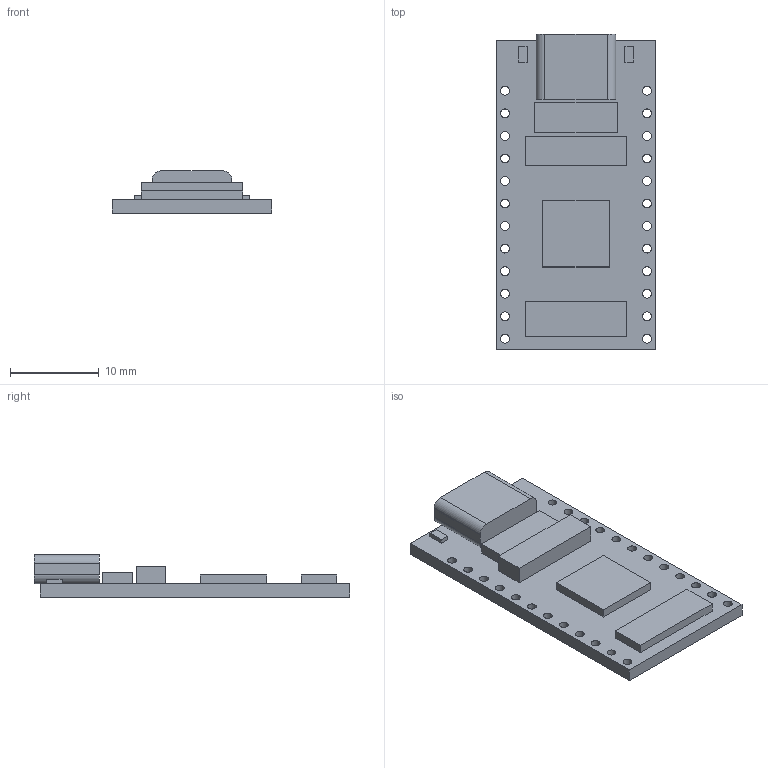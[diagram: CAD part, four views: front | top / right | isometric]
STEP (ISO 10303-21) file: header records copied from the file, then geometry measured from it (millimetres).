
FILE_DESCRIPTION(('Open CASCADE Model'),'2;1');
FILE_NAME('Open CASCADE Shape Model','2022-02-01T15:39:11',('Author'),( 'Open CASCADE'),'Open CASCADE STEP processor 7.5','Open CASCADE 7.5' ,'Unknown');
FILE_SCHEMA(('AUTOMOTIVE_DESIGN { 1 0 10303 214 1 1 1 1 }'));
Length unit declared in the file: millimetre
Products named in the file (9): CQ assembly; Arduino_Pro_Micro-USB-c by qwelyt; Arduino_Pro_Micro-USB-c by qwelyt_part; board; board_part; port; port_part; components; components_part
Assembly tree (8 placements, depth 4):
  CQ assembly
    Arduino_Pro_Micro-USB-c by qwelyt
      Arduino_Pro_Micro-USB-c by qwelyt_part
      board
        board_part
      port
        port_part
      components
        components_part
Bounding box: 18 x 35.58 x 4.75 mm (x, y, z)
Volume: 1209.2 mm3; surface area: 2442.9 mm2
Topology: 8 solids, 8 shells, 90 faces, 216 edges, 144 vertices
Faces by surface type: plane 58, cylinder 32
Full cylindrical faces by diameter (mm): 1 x24
Entity records: 5890 total; most frequent: CARTESIAN_POINT 1235, DIRECTION 846, LINE 512, VECTOR 512, ORIENTED_EDGE 432, PCURVE 432, DEFINITIONAL_REPRESENTATION 432, EDGE_CURVE 216
